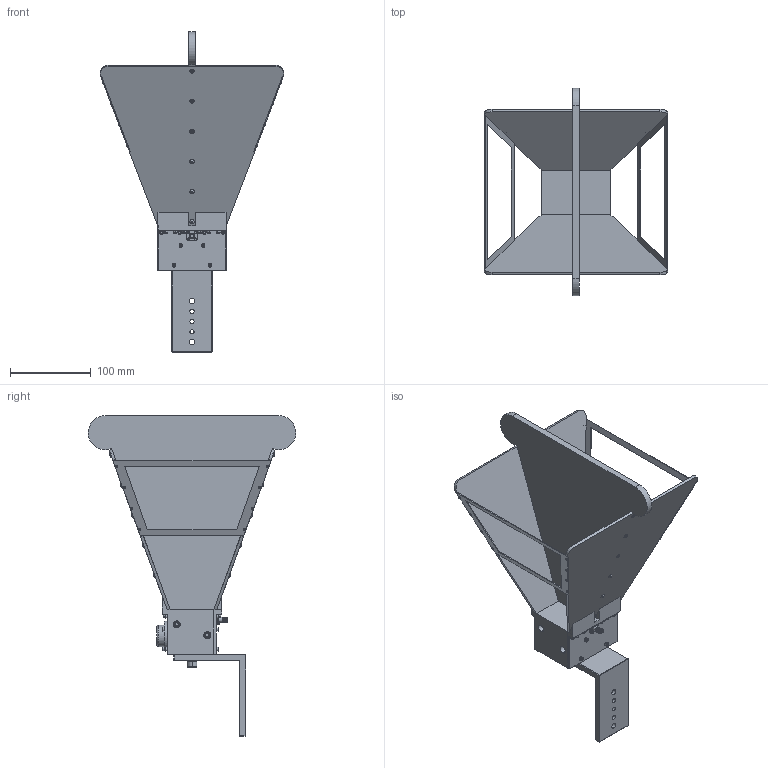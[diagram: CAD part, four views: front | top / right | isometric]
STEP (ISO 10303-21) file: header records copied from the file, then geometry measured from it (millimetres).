
FILE_DESCRIPTION (( 'STEP AP214' ), '1' );
FILE_NAME ('AV-C12-DR, Defeatured Simplified.STEP', '2024-02-07T18:43:00', ( '' ), ( '' ), 'SwSTEP 2.0', 'SolidWorks 2021', '' );
FILE_SCHEMA (( 'AUTOMOTIVE_DESIGN' ));
Length unit declared in the file: inch
Products named in the file (1): AV-C12-DR, Defeatured Simplified
Bounding box: 227.57 x 257.28 x 397.34 mm (x, y, z)
Volume: 891521 mm3; surface area: 284058.8 mm2
Topology: 21 solids, 25 shells, 2493 faces, 5805 edges, 3475 vertices
Faces by surface type: plane 1066, cone 728, cylinder 568, torus 72, sphere 56, bspline 3
Entity records: 105522 total; most frequent: CARTESIAN_POINT 17246, DIRECTION 11928, ORIENTED_EDGE 11498, EDGE_CURVE 5749, AXIS2_PLACEMENT_3D 4667, VERTEX_POINT 3475, EDGE_LOOP 2684, VECTOR 2594
